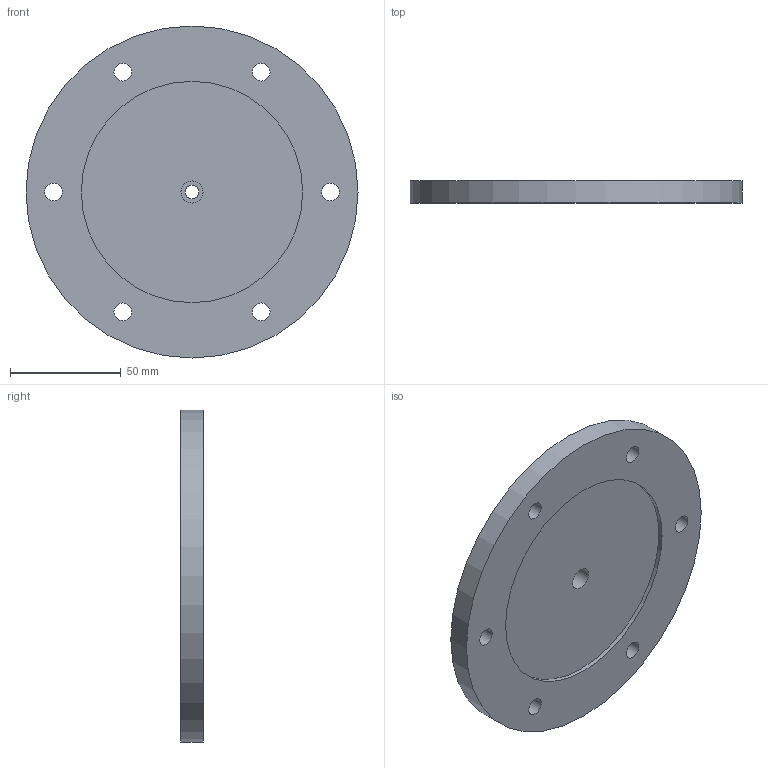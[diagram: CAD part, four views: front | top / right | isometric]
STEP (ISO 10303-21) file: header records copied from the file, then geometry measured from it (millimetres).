
FILE_DESCRIPTION(/* description */ (''),/* implementation_level */ '2;1');
FILE_NAME(/* name */ '10_Nap_cua_tham.stp',/* time_stamp */ '2024-12-15T00:04:11+07:00',/* author */ ('hongquan'),/* organization */ (''),/* preprocessor_version */ 'ST-DEVELOPER v20',/* originating_system */ 'Autodesk Inventor 2025',/* authorisation */ '');
FILE_SCHEMA (('AUTOMOTIVE_DESIGN { 1 0 10303 214 3 1 1 }'));
Length unit declared in the file: millimetre
Products named in the file (1): 10_Nap_cua_tham
Bounding box: 150 x 10 x 150 mm (x, y, z)
Volume: 142329.7 mm3; surface area: 42517.6 mm2
Topology: 1 solids, 1 shells, 19 faces, 38 edges, 26 vertices
Faces by surface type: cylinder 12, plane 6, cone 1
Full cylindrical faces by diameter (mm): 6 x1, 8 x6, 10 x1, 20 x1, 100 x2, 150 x1
Entity records: 591 total; most frequent: DIRECTION 103, CARTESIAN_POINT 84, ORIENTED_EDGE 76, AXIS2_PLACEMENT_3D 45, EDGE_CURVE 38, EDGE_LOOP 37, CIRCLE 25, VERTEX_POINT 25
